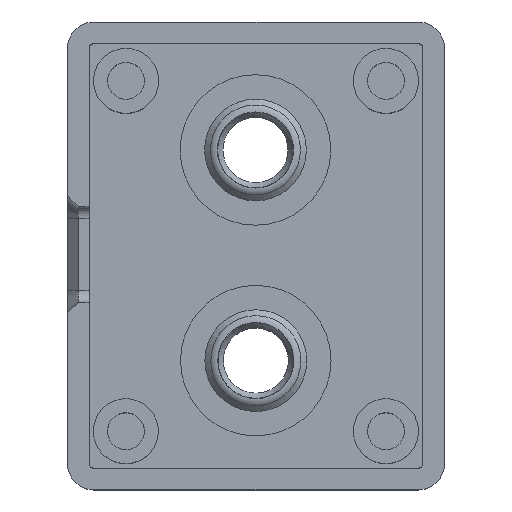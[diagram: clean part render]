
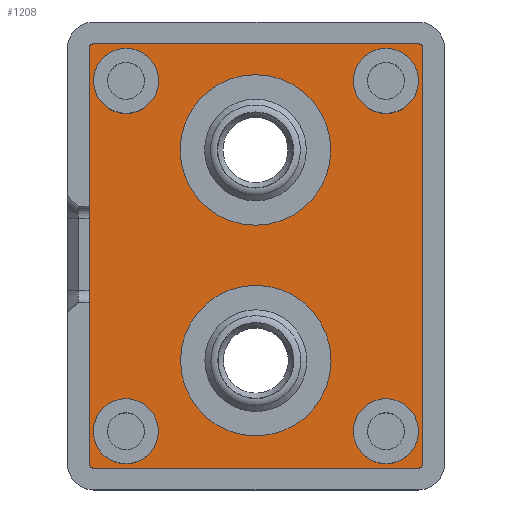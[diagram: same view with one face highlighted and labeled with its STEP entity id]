
A CAD part, top view. The second image highlights one B-rep face of the part: STEP entity #1208.
In plain terms, the highlighted face is planar.
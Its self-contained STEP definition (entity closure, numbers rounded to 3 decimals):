
#645 = EDGE_CURVE('',#646,#648,#650,.T.);
#646 = VERTEX_POINT('',#647);
#647 = CARTESIAN_POINT('',(-0.4,-38.4,10.6));
#648 = VERTEX_POINT('',#649);
#649 = CARTESIAN_POINT('',(-0.4,0.,10.6));
#650 = LINE('',#651,#652);
#651 = CARTESIAN_POINT('',(-0.4,-28.8,10.6));
#652 = VECTOR('',#653,1.);
#653 = DIRECTION('',(0.,1.,0.));
#736 = EDGE_CURVE('',#737,#646,#739,.T.);
#737 = VERTEX_POINT('',#738);
#738 = CARTESIAN_POINT('',(0.,-38.8,10.6));
#739 = CIRCLE('',#740,0.4);
#740 = AXIS2_PLACEMENT_3D('',#741,#742,#743);
#741 = CARTESIAN_POINT('',(0.,-38.4,10.6));
#742 = DIRECTION('',(0.,0.,-1.));
#743 = DIRECTION('',(0.,1.,0.));
#787 = VERTEX_POINT('',#788);
#788 = CARTESIAN_POINT('',(30.,-38.8,10.6));
#794 = EDGE_CURVE('',#787,#737,#795,.T.);
#795 = LINE('',#796,#797);
#796 = CARTESIAN_POINT('',(22.5,-38.8,10.6));
#797 = VECTOR('',#798,1.);
#798 = DIRECTION('',(-1.,0.,0.));
#834 = EDGE_CURVE('',#835,#787,#837,.T.);
#835 = VERTEX_POINT('',#836);
#836 = CARTESIAN_POINT('',(30.4,-38.4,10.6));
#837 = CIRCLE('',#838,0.4);
#838 = AXIS2_PLACEMENT_3D('',#839,#840,#841);
#839 = CARTESIAN_POINT('',(30.,-38.4,10.6));
#840 = DIRECTION('',(-0.,0.,-1.));
#841 = DIRECTION('',(-1.,0.,0.));
#885 = VERTEX_POINT('',#886);
#886 = CARTESIAN_POINT('',(30.4,0.,10.6));
#892 = EDGE_CURVE('',#885,#835,#893,.T.);
#893 = LINE('',#894,#895);
#894 = CARTESIAN_POINT('',(30.4,-9.6,10.6));
#895 = VECTOR('',#896,1.);
#896 = DIRECTION('',(0.,-1.,0.));
#925 = EDGE_CURVE('',#926,#885,#928,.T.);
#926 = VERTEX_POINT('',#927);
#927 = CARTESIAN_POINT('',(30.,0.4,10.6));
#928 = CIRCLE('',#929,0.4);
#929 = AXIS2_PLACEMENT_3D('',#930,#931,#932);
#930 = CARTESIAN_POINT('',(30.,0.,10.6));
#931 = DIRECTION('',(0.,0.,-1.));
#932 = DIRECTION('',(0.,-1.,0.));
#950 = VERTEX_POINT('',#951);
#951 = CARTESIAN_POINT('',(0.,0.4,10.6));
#957 = EDGE_CURVE('',#950,#926,#958,.T.);
#958 = LINE('',#959,#960);
#959 = CARTESIAN_POINT('',(7.5,0.4,10.6));
#960 = VECTOR('',#961,1.);
#961 = DIRECTION('',(1.,0.,0.));
#999 = EDGE_CURVE('',#648,#950,#1000,.T.);
#1000 = CIRCLE('',#1001,0.4);
#1001 = AXIS2_PLACEMENT_3D('',#1002,#1003,#1004);
#1002 = CARTESIAN_POINT('',(0.,0.,10.6));
#1003 = DIRECTION('',(0.,0.,-1.));
#1004 = DIRECTION('',(1.,0.,0.));
#1208 = ADVANCED_FACE('',(#1209,#1219,#1230,#1241,#1252,#1263,#1274),
  #1285,.F.);
#1209 = FACE_BOUND('',#1210,.F.);
#1210 = EDGE_LOOP('',(#1211,#1212,#1213,#1214,#1215,#1216,#1217,#1218));
#1211 = ORIENTED_EDGE('',*,*,#957,.F.);
#1212 = ORIENTED_EDGE('',*,*,#999,.F.);
#1213 = ORIENTED_EDGE('',*,*,#645,.F.);
#1214 = ORIENTED_EDGE('',*,*,#736,.F.);
#1215 = ORIENTED_EDGE('',*,*,#794,.F.);
#1216 = ORIENTED_EDGE('',*,*,#834,.F.);
#1217 = ORIENTED_EDGE('',*,*,#892,.F.);
#1218 = ORIENTED_EDGE('',*,*,#925,.F.);
#1219 = FACE_BOUND('',#1220,.F.);
#1220 = EDGE_LOOP('',(#1221));
#1221 = ORIENTED_EDGE('',*,*,#1222,.T.);
#1222 = EDGE_CURVE('',#1223,#1223,#1225,.T.);
#1223 = VERTEX_POINT('',#1224);
#1224 = CARTESIAN_POINT('',(6.,-35.367,10.6));
#1225 = CIRCLE('',#1226,3.);
#1226 = AXIS2_PLACEMENT_3D('',#1227,#1228,#1229);
#1227 = CARTESIAN_POINT('',(3.,-35.367,10.6));
#1228 = DIRECTION('',(0.,0.,-1.));
#1229 = DIRECTION('',(1.,0.,0.));
#1230 = FACE_BOUND('',#1231,.F.);
#1231 = EDGE_LOOP('',(#1232));
#1232 = ORIENTED_EDGE('',*,*,#1233,.F.);
#1233 = EDGE_CURVE('',#1234,#1234,#1236,.T.);
#1234 = VERTEX_POINT('',#1235);
#1235 = CARTESIAN_POINT('',(21.9,-29.,10.6));
#1236 = CIRCLE('',#1237,6.95);
#1237 = AXIS2_PLACEMENT_3D('',#1238,#1239,#1240);
#1238 = CARTESIAN_POINT('',(14.95,-29.,10.6));
#1239 = DIRECTION('',(0.,0.,1.));
#1240 = DIRECTION('',(1.,0.,0.));
#1241 = FACE_BOUND('',#1242,.F.);
#1242 = EDGE_LOOP('',(#1243));
#1243 = ORIENTED_EDGE('',*,*,#1244,.T.);
#1244 = EDGE_CURVE('',#1245,#1245,#1247,.T.);
#1245 = VERTEX_POINT('',#1246);
#1246 = CARTESIAN_POINT('',(30.,-35.367,10.6));
#1247 = CIRCLE('',#1248,3.);
#1248 = AXIS2_PLACEMENT_3D('',#1249,#1250,#1251);
#1249 = CARTESIAN_POINT('',(27.,-35.367,10.6));
#1250 = DIRECTION('',(0.,0.,-1.));
#1251 = DIRECTION('',(1.,0.,0.));
#1252 = FACE_BOUND('',#1253,.F.);
#1253 = EDGE_LOOP('',(#1254));
#1254 = ORIENTED_EDGE('',*,*,#1255,.T.);
#1255 = EDGE_CURVE('',#1256,#1256,#1258,.T.);
#1256 = VERTEX_POINT('',#1257);
#1257 = CARTESIAN_POINT('',(5.983,-3.017,10.6));
#1258 = CIRCLE('',#1259,3.);
#1259 = AXIS2_PLACEMENT_3D('',#1260,#1261,#1262);
#1260 = CARTESIAN_POINT('',(2.983,-3.017,10.6));
#1261 = DIRECTION('',(0.,0.,-1.));
#1262 = DIRECTION('',(1.,0.,0.));
#1263 = FACE_BOUND('',#1264,.F.);
#1264 = EDGE_LOOP('',(#1265));
#1265 = ORIENTED_EDGE('',*,*,#1266,.F.);
#1266 = EDGE_CURVE('',#1267,#1267,#1269,.T.);
#1267 = VERTEX_POINT('',#1268);
#1268 = CARTESIAN_POINT('',(21.93,-9.55,10.6));
#1269 = CIRCLE('',#1270,6.95);
#1270 = AXIS2_PLACEMENT_3D('',#1271,#1272,#1273);
#1271 = CARTESIAN_POINT('',(14.98,-9.55,10.6));
#1272 = DIRECTION('',(0.,0.,1.));
#1273 = DIRECTION('',(1.,0.,0.));
#1274 = FACE_BOUND('',#1275,.F.);
#1275 = EDGE_LOOP('',(#1276));
#1276 = ORIENTED_EDGE('',*,*,#1277,.T.);
#1277 = EDGE_CURVE('',#1278,#1278,#1280,.T.);
#1278 = VERTEX_POINT('',#1279);
#1279 = CARTESIAN_POINT('',(30.,-3.017,10.6));
#1280 = CIRCLE('',#1281,3.);
#1281 = AXIS2_PLACEMENT_3D('',#1282,#1283,#1284);
#1282 = CARTESIAN_POINT('',(27.,-3.017,10.6));
#1283 = DIRECTION('',(0.,0.,-1.));
#1284 = DIRECTION('',(1.,0.,0.));
#1285 = PLANE('',#1286);
#1286 = AXIS2_PLACEMENT_3D('',#1287,#1288,#1289);
#1287 = CARTESIAN_POINT('',(15.,-19.2,10.6));
#1288 = DIRECTION('',(0.,0.,1.));
#1289 = DIRECTION('',(1.,0.,0.));
